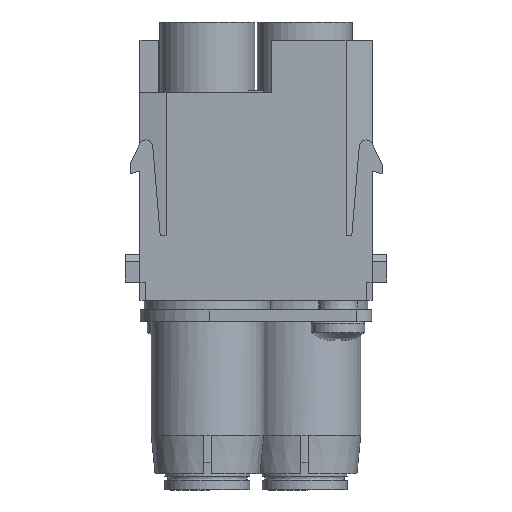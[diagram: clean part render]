
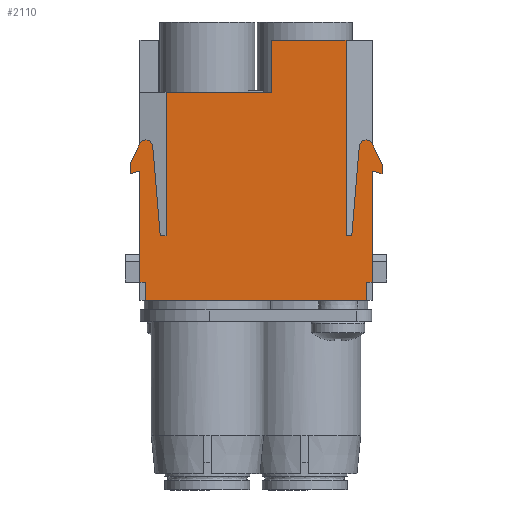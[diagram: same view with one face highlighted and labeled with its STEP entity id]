
A CAD part, left-side view. The second image highlights one B-rep face of the part: STEP entity #2110.
In plain terms, the highlighted planar face has unit normal (-1, 0, 0).
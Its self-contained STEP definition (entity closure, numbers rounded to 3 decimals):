
#1709=FACE_OUTER_BOUND('',#3067,.T.);
#2110=ADVANCED_FACE('',(#1709),#2570,.T.);
#2570=PLANE('',#10940);
#3067=EDGE_LOOP('',(#3833,#3834,#3835,#3836,#3837,#3838,#3839,#3840,#3841,
#3842,#3843,#3844,#3845,#3846,#3847,#3848,#3849,#3850,#3851,#3852,#3853,
#3854,#3855,#3856,#3857,#3858,#3859,#3860));
#3833=ORIENTED_EDGE('',*,*,#7042,.T.);
#3834=ORIENTED_EDGE('',*,*,#7043,.F.);
#3835=ORIENTED_EDGE('',*,*,#7044,.F.);
#3836=ORIENTED_EDGE('',*,*,#6979,.T.);
#3837=ORIENTED_EDGE('',*,*,#7045,.F.);
#3838=ORIENTED_EDGE('',*,*,#7046,.F.);
#3839=ORIENTED_EDGE('',*,*,#7047,.T.);
#3840=ORIENTED_EDGE('',*,*,#7048,.T.);
#3841=ORIENTED_EDGE('',*,*,#7049,.T.);
#3842=ORIENTED_EDGE('',*,*,#7050,.T.);
#3843=ORIENTED_EDGE('',*,*,#7051,.T.);
#3844=ORIENTED_EDGE('',*,*,#7052,.T.);
#3845=ORIENTED_EDGE('',*,*,#7053,.T.);
#3846=ORIENTED_EDGE('',*,*,#7054,.T.);
#3847=ORIENTED_EDGE('',*,*,#7055,.F.);
#3848=ORIENTED_EDGE('',*,*,#7056,.T.);
#3849=ORIENTED_EDGE('',*,*,#6822,.F.);
#3850=ORIENTED_EDGE('',*,*,#7057,.F.);
#3851=ORIENTED_EDGE('',*,*,#7058,.T.);
#3852=ORIENTED_EDGE('',*,*,#7032,.F.);
#3853=ORIENTED_EDGE('',*,*,#7059,.F.);
#3854=ORIENTED_EDGE('',*,*,#7060,.F.);
#3855=ORIENTED_EDGE('',*,*,#7061,.F.);
#3856=ORIENTED_EDGE('',*,*,#7062,.F.);
#3857=ORIENTED_EDGE('',*,*,#7063,.F.);
#3858=ORIENTED_EDGE('',*,*,#7064,.F.);
#3859=ORIENTED_EDGE('',*,*,#7065,.T.);
#3860=ORIENTED_EDGE('',*,*,#7066,.F.);
#6005=VERTEX_POINT('',#13960);
#6006=VERTEX_POINT('',#13961);
#6161=VERTEX_POINT('',#14409);
#6162=VERTEX_POINT('',#14411);
#6210=VERTEX_POINT('',#14611);
#6211=VERTEX_POINT('',#14613);
#6219=VERTEX_POINT('',#14632);
#6220=VERTEX_POINT('',#14633);
#6221=VERTEX_POINT('',#14635);
#6222=VERTEX_POINT('',#14638);
#6223=VERTEX_POINT('',#14640);
#6224=VERTEX_POINT('',#14642);
#6225=VERTEX_POINT('',#14644);
#6226=VERTEX_POINT('',#14646);
#6227=VERTEX_POINT('',#14648);
#6228=VERTEX_POINT('',#14650);
#6229=VERTEX_POINT('',#14652);
#6230=VERTEX_POINT('',#14654);
#6231=VERTEX_POINT('',#14656);
#6232=VERTEX_POINT('',#14658);
#6233=VERTEX_POINT('',#14661);
#6234=VERTEX_POINT('',#14664);
#6235=VERTEX_POINT('',#14666);
#6236=VERTEX_POINT('',#14668);
#6237=VERTEX_POINT('',#14670);
#6238=VERTEX_POINT('',#14672);
#6239=VERTEX_POINT('',#14674);
#6240=VERTEX_POINT('',#14676);
#6822=EDGE_CURVE('',#6005,#6006,#8750,.T.);
#6979=EDGE_CURVE('',#6162,#6161,#8868,.T.);
#7032=EDGE_CURVE('',#6210,#6211,#8899,.T.);
#7042=EDGE_CURVE('',#6219,#6220,#8909,.T.);
#7043=EDGE_CURVE('',#6221,#6220,#8910,.T.);
#7044=EDGE_CURVE('',#6162,#6221,#8911,.T.);
#7045=EDGE_CURVE('',#6222,#6161,#8912,.T.);
#7046=EDGE_CURVE('',#6223,#6222,#8913,.T.);
#7047=EDGE_CURVE('',#6223,#6224,#8199,.T.);
#7048=EDGE_CURVE('',#6224,#6225,#8914,.T.);
#7049=EDGE_CURVE('',#6225,#6226,#8200,.T.);
#7050=EDGE_CURVE('',#6226,#6227,#8201,.T.);
#7051=EDGE_CURVE('',#6227,#6228,#8915,.T.);
#7052=EDGE_CURVE('',#6228,#6229,#8916,.T.);
#7053=EDGE_CURVE('',#6229,#6230,#8917,.T.);
#7054=EDGE_CURVE('',#6230,#6231,#8918,.T.);
#7055=EDGE_CURVE('',#6232,#6231,#8919,.T.);
#7056=EDGE_CURVE('',#6232,#6006,#8920,.T.);
#7057=EDGE_CURVE('',#6233,#6005,#8921,.T.);
#7058=EDGE_CURVE('',#6233,#6211,#8922,.T.);
#7059=EDGE_CURVE('',#6234,#6210,#8923,.T.);
#7060=EDGE_CURVE('',#6235,#6234,#8924,.T.);
#7061=EDGE_CURVE('',#6236,#6235,#8925,.T.);
#7062=EDGE_CURVE('',#6237,#6236,#8202,.T.);
#7063=EDGE_CURVE('',#6238,#6237,#8203,.T.);
#7064=EDGE_CURVE('',#6239,#6238,#8926,.T.);
#7065=EDGE_CURVE('',#6239,#6240,#8204,.T.);
#7066=EDGE_CURVE('',#6219,#6240,#8927,.T.);
#8199=CIRCLE('',#10934,0.3);
#8200=CIRCLE('',#10935,0.9);
#8201=CIRCLE('',#10936,0.9);
#8202=CIRCLE('',#10937,0.9);
#8203=CIRCLE('',#10938,0.9);
#8204=CIRCLE('',#10939,0.3);
#8750=LINE('',#13959,#9632);
#8868=LINE('',#14410,#9750);
#8899=LINE('',#14612,#9781);
#8909=LINE('',#14631,#9791);
#8910=LINE('',#14634,#9792);
#8911=LINE('',#14636,#9793);
#8912=LINE('',#14637,#9794);
#8913=LINE('',#14639,#9795);
#8914=LINE('',#14643,#9796);
#8915=LINE('',#14649,#9797);
#8916=LINE('',#14651,#9798);
#8917=LINE('',#14653,#9799);
#8918=LINE('',#14655,#9800);
#8919=LINE('',#14657,#9801);
#8920=LINE('',#14659,#9802);
#8921=LINE('',#14660,#9803);
#8922=LINE('',#14662,#9804);
#8923=LINE('',#14663,#9805);
#8924=LINE('',#14665,#9806);
#8925=LINE('',#14667,#9807);
#8926=LINE('',#14673,#9808);
#8927=LINE('',#14677,#9809);
#9632=VECTOR('',#11662,1.);
#9750=VECTOR('',#11808,1.);
#9781=VECTOR('',#11851,1.);
#9791=VECTOR('',#11863,1.);
#9792=VECTOR('',#11864,1.);
#9793=VECTOR('',#11865,1.);
#9794=VECTOR('',#11866,1.);
#9795=VECTOR('',#11867,1.);
#9796=VECTOR('',#11870,1.);
#9797=VECTOR('',#11875,1.);
#9798=VECTOR('',#11876,1.);
#9799=VECTOR('',#11877,1.);
#9800=VECTOR('',#11878,1.);
#9801=VECTOR('',#11879,1.);
#9802=VECTOR('',#11880,1.);
#9803=VECTOR('',#11881,1.);
#9804=VECTOR('',#11882,1.);
#9805=VECTOR('',#11883,1.);
#9806=VECTOR('',#11884,1.);
#9807=VECTOR('',#11885,1.);
#9808=VECTOR('',#11890,1.);
#9809=VECTOR('',#11893,1.);
#10934=AXIS2_PLACEMENT_3D('',#14641,#11868,#11869);
#10935=AXIS2_PLACEMENT_3D('',#14645,#11871,#11872);
#10936=AXIS2_PLACEMENT_3D('',#14647,#11873,#11874);
#10937=AXIS2_PLACEMENT_3D('',#14669,#11886,#11887);
#10938=AXIS2_PLACEMENT_3D('',#14671,#11888,#11889);
#10939=AXIS2_PLACEMENT_3D('',#14675,#11891,#11892);
#10940=AXIS2_PLACEMENT_3D('',#14678,#11894,#11895);
#11662=DIRECTION('',(0.,1.,0.));
#11808=DIRECTION('',(0.,1.,0.));
#11851=DIRECTION('',(0.,0.,-1.));
#11863=DIRECTION('',(0.,0.,1.));
#11864=DIRECTION('',(0.,-1.,0.));
#11865=DIRECTION('',(0.,0.,1.));
#11866=DIRECTION('',(0.,0.,1.));
#11867=DIRECTION('',(0.,-1.,0.));
#11868=DIRECTION('',(1.,0.,0.));
#11869=DIRECTION('',(0.,0.,1.));
#11870=DIRECTION('',(0.,0.084,0.996));
#11871=DIRECTION('',(-1.,0.,0.));
#11872=DIRECTION('',(0.,-1.,0.));
#11873=DIRECTION('',(-1.,0.,0.));
#11874=DIRECTION('',(0.,-1.,0.));
#11875=DIRECTION('',(0.,0.423,-0.906));
#11876=DIRECTION('',(0.,0.,-1.));
#11877=DIRECTION('',(0.,-0.966,0.259));
#11878=DIRECTION('',(0.,0.,-1.));
#11879=DIRECTION('',(0.,1.,0.));
#11880=DIRECTION('',(0.,0.,-1.));
#11881=DIRECTION('',(0.,0.,-1.));
#11882=DIRECTION('',(0.,-1.,0.));
#11883=DIRECTION('',(0.,0.966,0.259));
#11884=DIRECTION('',(0.,0.,-1.));
#11885=DIRECTION('',(0.,-0.423,-0.906));
#11886=DIRECTION('',(1.,0.,0.));
#11887=DIRECTION('',(0.,1.,0.));
#11888=DIRECTION('',(1.,0.,0.));
#11889=DIRECTION('',(0.,1.,0.));
#11890=DIRECTION('',(0.,-0.084,0.996));
#11891=DIRECTION('',(1.,0.,0.));
#11892=DIRECTION('',(0.,0.,1.));
#11893=DIRECTION('',(0.,-1.,0.));
#11894=DIRECTION('',(-1.,0.,0.));
#11895=DIRECTION('',(0.,0.,1.));
#13959=CARTESIAN_POINT('',(-7.338,-15.15,-2.35));
#13960=CARTESIAN_POINT('',(-7.338,-14.475,-2.35));
#13961=CARTESIAN_POINT('',(-7.338,14.475,-2.35));
#14409=CARTESIAN_POINT('',(-7.338,11.75,24.75));
#14410=CARTESIAN_POINT('',(-7.338,-15.15,24.75));
#14411=CARTESIAN_POINT('',(-7.338,-1.975,24.75));
#14611=CARTESIAN_POINT('',(-7.338,-15.15,14.486));
#14612=CARTESIAN_POINT('',(-7.338,-15.15,24.75));
#14613=CARTESIAN_POINT('',(-7.338,-15.15,0.));
#14631=CARTESIAN_POINT('',(-7.338,-11.75,6.05));
#14632=CARTESIAN_POINT('',(-7.338,-11.75,6.05));
#14633=CARTESIAN_POINT('',(-7.338,-11.75,31.55));
#14634=CARTESIAN_POINT('',(-7.338,-15.15,31.55));
#14635=CARTESIAN_POINT('',(-7.338,-1.975,31.55));
#14636=CARTESIAN_POINT('',(-7.338,-1.975,31.55));
#14637=CARTESIAN_POINT('',(-7.338,11.75,6.05));
#14638=CARTESIAN_POINT('',(-7.338,11.75,6.05));
#14639=CARTESIAN_POINT('',(-7.338,15.15,6.05));
#14640=CARTESIAN_POINT('',(-7.338,12.224,6.05));
#14641=CARTESIAN_POINT('',(-7.338,12.224,6.35));
#14642=CARTESIAN_POINT('',(-7.338,12.523,6.325));
#14643=CARTESIAN_POINT('',(-7.338,12.5,6.05));
#14644=CARTESIAN_POINT('',(-7.338,13.48,17.725));
#14645=CARTESIAN_POINT('',(-7.338,14.377,17.65));
#14646=CARTESIAN_POINT('',(-7.338,14.378,18.55));
#14647=CARTESIAN_POINT('',(-7.338,14.379,17.65));
#14648=CARTESIAN_POINT('',(-7.338,15.195,18.03));
#14649=CARTESIAN_POINT('',(-7.338,15.195,18.03));
#14650=CARTESIAN_POINT('',(-7.338,16.45,15.338));
#14651=CARTESIAN_POINT('',(-7.338,16.45,15.338));
#14652=CARTESIAN_POINT('',(-7.338,16.45,14.138));
#14653=CARTESIAN_POINT('',(-7.338,16.45,14.138));
#14654=CARTESIAN_POINT('',(-7.338,15.15,14.486));
#14655=CARTESIAN_POINT('',(-7.338,15.15,24.75));
#14656=CARTESIAN_POINT('',(-7.338,15.15,0.));
#14657=CARTESIAN_POINT('',(-7.338,14.475,0.));
#14658=CARTESIAN_POINT('',(-7.338,14.475,0.));
#14659=CARTESIAN_POINT('',(-7.338,14.475,0.));
#14660=CARTESIAN_POINT('',(-7.338,-14.475,0.));
#14661=CARTESIAN_POINT('',(-7.338,-14.475,0.));
#14662=CARTESIAN_POINT('',(-7.338,-14.475,0.));
#14663=CARTESIAN_POINT('',(-7.338,-16.45,14.138));
#14664=CARTESIAN_POINT('',(-7.338,-16.45,14.138));
#14665=CARTESIAN_POINT('',(-7.338,-16.45,15.338));
#14666=CARTESIAN_POINT('',(-7.338,-16.45,15.338));
#14667=CARTESIAN_POINT('',(-7.338,-15.195,18.03));
#14668=CARTESIAN_POINT('',(-7.338,-15.195,18.03));
#14669=CARTESIAN_POINT('',(-7.338,-14.379,17.65));
#14670=CARTESIAN_POINT('',(-7.338,-14.378,18.55));
#14671=CARTESIAN_POINT('',(-7.338,-14.377,17.65));
#14672=CARTESIAN_POINT('',(-7.338,-13.48,17.725));
#14673=CARTESIAN_POINT('',(-7.338,-12.5,6.05));
#14674=CARTESIAN_POINT('',(-7.338,-12.523,6.325));
#14675=CARTESIAN_POINT('',(-7.338,-12.224,6.35));
#14676=CARTESIAN_POINT('',(-7.338,-12.224,6.05));
#14677=CARTESIAN_POINT('',(-7.338,-11.75,6.05));
#14678=CARTESIAN_POINT('',(-7.338,-15.15,24.75));
